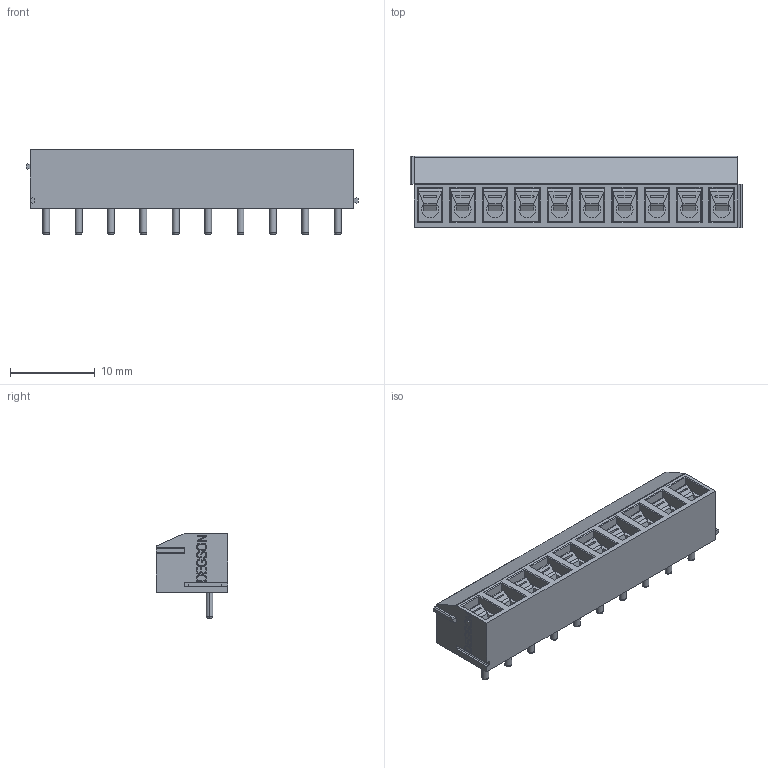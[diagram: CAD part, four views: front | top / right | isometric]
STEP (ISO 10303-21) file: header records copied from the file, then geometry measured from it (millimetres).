
FILE_DESCRIPTION (( 'STEP AP214' ), '1' );
FILE_NAME ('DG340R-3.81-10P-12-00AH.STEP', '2017-04-29T19:19:35', ( 'SIG' ), ( '' ), 'SwSTEP 2.0', 'SolidWorks 2014', '' );
FILE_SCHEMA (( 'AUTOMOTIVE_DESIGN' ));
Length unit declared in the file: millimetre
Products named in the file (36): DG340R-381-klamper; DG340R-381-spring; DG340R-381_screw; DG340R-381; DG340R-3.81-10P-12-00AH
Assembly tree (31 placements, depth 2):
  DG340R-381-klamper
  DG340R-381-klamper
  DG340R-381-klamper
  DG340R-381-spring
  DG340R-381_screw
Bounding box: 39.06 x 8.4 x 10 mm (x, y, z)
Volume: 1682.5 mm3; surface area: 4562.8 mm2
Topology: 32 solids, 32 shells, 1444 faces, 3552 edges, 2272 vertices
Faces by surface type: plane 787, cylinder 291, bspline 158, torus 150, cone 58
Entity records: 40886 total; most frequent: CARTESIAN_POINT 14959, ORIENTED_EDGE 4350, DIRECTION 3689, EDGE_CURVE 2175, VECTOR 1471, LINE 1471, VERTEX_POINT 1399, AXIS2_PLACEMENT_3D 1109
